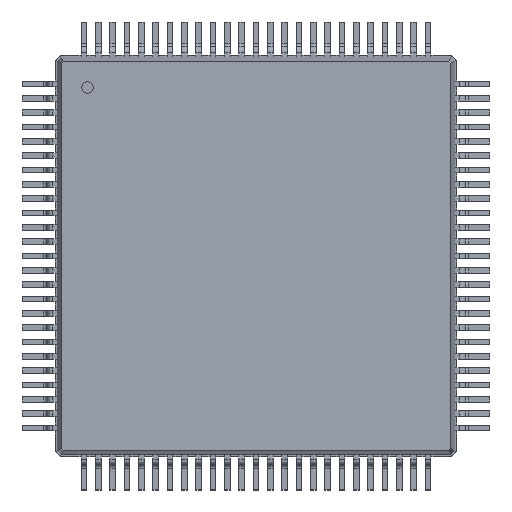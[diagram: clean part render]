
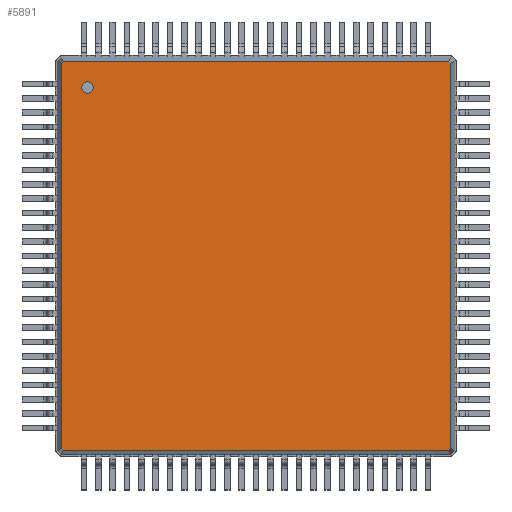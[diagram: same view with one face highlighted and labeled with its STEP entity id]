
A CAD part, top view. The second image highlights one B-rep face of the part: STEP entity #5891.
In plain terms, the highlighted planar face has unit normal (0, 0, 1).
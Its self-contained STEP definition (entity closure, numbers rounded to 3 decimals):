
#13=DIRECTION('',(0.,0.,1.));
#65=VECTOR('',#66,1.);
#66=DIRECTION('',(1.,0.,0.));
#455=DIRECTION('',(0.,-1.,0.));
#554=VECTOR('',#555,1.);
#555=DIRECTION('',(0.707,-0.707,0.));
#561=VECTOR('',#455,1.);
#567=VECTOR('',#568,1.);
#568=DIRECTION('',(-0.707,-0.707,0.));
#574=VECTOR('',#575,1.);
#575=DIRECTION('',(-1.,0.,0.));
#581=VECTOR('',#582,1.);
#582=DIRECTION('',(-0.707,0.707,0.));
#588=VECTOR('',#589,1.);
#589=DIRECTION('',(0.,1.,0.));
#593=VECTOR('',#594,1.);
#594=DIRECTION('',(0.707,0.707,0.));
#1789=VERTEX_POINT('',#1790);
#1790=CARTESIAN_POINT('',(6.713,6.776,1.6));
#1792=ORIENTED_EDGE('',*,*,#1793,.F.);
#1793=EDGE_CURVE('',#1794,#1789,#1796,.T.);
#1794=VERTEX_POINT('',#1795);
#1795=CARTESIAN_POINT('',(-6.713,6.776,1.6));
#1796=LINE('',#1795,#65);
#5882=ORIENTED_EDGE('',*,*,#5883,.F.);
#5883=EDGE_CURVE('',#5884,#1794,#5886,.T.);
#5884=VERTEX_POINT('',#5885);
#5885=CARTESIAN_POINT('',(-6.776,6.713,1.6));
#5886=LINE('',#5885,#593);
#5891=ADVANCED_FACE('',(#5892,#5922),#5931,.T.);
#5892=FACE_BOUND('',#5893,.T.);
#5893=EDGE_LOOP('',(#1792,#5882,#5894,#5899,#5904,#5909,#5914,#5919));
#5894=ORIENTED_EDGE('',*,*,#5895,.F.);
#5895=EDGE_CURVE('',#5896,#5884,#5898,.T.);
#5896=VERTEX_POINT('',#5897);
#5897=CARTESIAN_POINT('',(-6.776,-6.713,1.6));
#5898=LINE('',#5897,#588);
#5899=ORIENTED_EDGE('',*,*,#5900,.F.);
#5900=EDGE_CURVE('',#5901,#5896,#5903,.T.);
#5901=VERTEX_POINT('',#5902);
#5902=CARTESIAN_POINT('',(-6.713,-6.776,1.6));
#5903=LINE('',#5902,#581);
#5904=ORIENTED_EDGE('',*,*,#5905,.F.);
#5905=EDGE_CURVE('',#5906,#5901,#5908,.T.);
#5906=VERTEX_POINT('',#5907);
#5907=CARTESIAN_POINT('',(6.713,-6.776,1.6));
#5908=LINE('',#5907,#574);
#5909=ORIENTED_EDGE('',*,*,#5910,.F.);
#5910=EDGE_CURVE('',#5911,#5906,#5913,.T.);
#5911=VERTEX_POINT('',#5912);
#5912=CARTESIAN_POINT('',(6.776,-6.713,1.6));
#5913=LINE('',#5912,#567);
#5914=ORIENTED_EDGE('',*,*,#5915,.F.);
#5915=EDGE_CURVE('',#5916,#5911,#5918,.T.);
#5916=VERTEX_POINT('',#5917);
#5917=CARTESIAN_POINT('',(6.776,6.713,1.6));
#5918=LINE('',#5917,#561);
#5919=ORIENTED_EDGE('',*,*,#5920,.F.);
#5920=EDGE_CURVE('',#1789,#5916,#5921,.T.);
#5921=LINE('',#1790,#554);
#5922=FACE_BOUND('',#5923,.T.);
#5923=EDGE_LOOP('',(#5924));
#5924=ORIENTED_EDGE('',*,*,#5925,.F.);
#5925=EDGE_CURVE('',#5926,#5926,#5928,.T.);
#5926=VERTEX_POINT('',#5927);
#5927=CARTESIAN_POINT('',(-5.876,5.676,1.6));
#5928=CIRCLE('',#5929,0.2);
#5929=AXIS2_PLACEMENT_3D('',#5930,#13,#455);
#5930=CARTESIAN_POINT('',(-5.876,5.876,1.6));
#5931=PLANE('',#5932);
#5932=AXIS2_PLACEMENT_3D('',#1795,#13,#5933);
#5933=DIRECTION('',(0.704,-0.71,0.));
